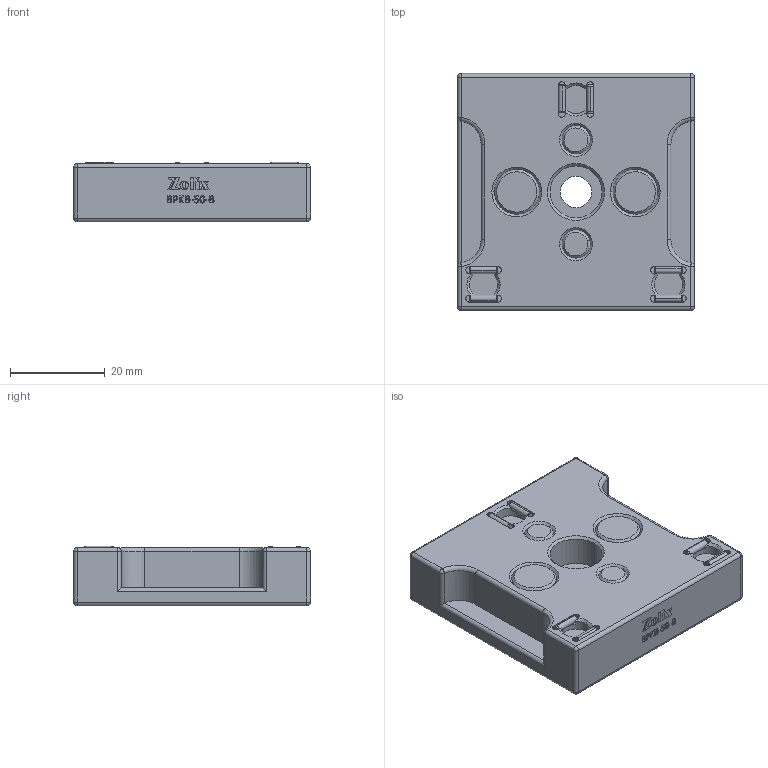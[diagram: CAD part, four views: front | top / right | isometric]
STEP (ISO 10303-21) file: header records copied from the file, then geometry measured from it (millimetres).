
FILE_DESCRIPTION (( 'STEP AP203' ), '1' );
FILE_NAME ('BPKB-50-B.STEP', '2025-10-14T03:01:57', ( '' ), ( '' ), 'SwSTEP 2.0', 'SolidWorks 2020', '' );
FILE_SCHEMA (( 'CONFIG_CONTROL_DESIGN' ));
Length unit declared in the file: millimetre
Products named in the file (1): BPKB-50-B
Bounding box: 50 x 50 x 12.6 mm (x, y, z)
Volume: 27196.6 mm3; surface area: 9343.2 mm2
Topology: 11 solids, 11 shells, 537 faces, 1348 edges, 860 vertices
Faces by surface type: plane 295, cylinder 88, bspline 80, cone 58, sphere 12, torus 4
Entity records: 17441 total; most frequent: CARTESIAN_POINT 5658, ORIENTED_EDGE 2672, DIRECTION 1978, EDGE_CURVE 1336, VERTEX_POINT 860, AXIS2_PLACEMENT_3D 704, EDGE_LOOP 578, VECTOR 570
